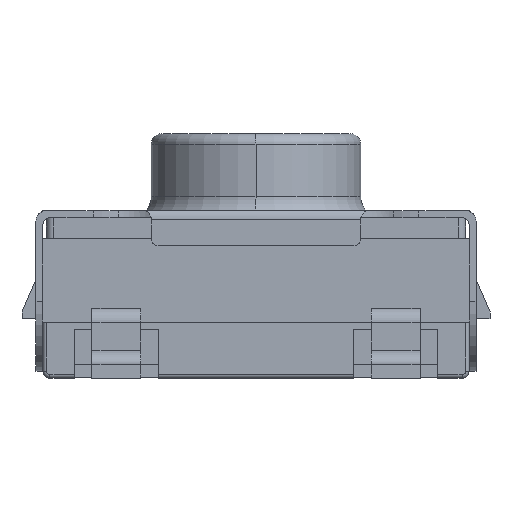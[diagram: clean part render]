
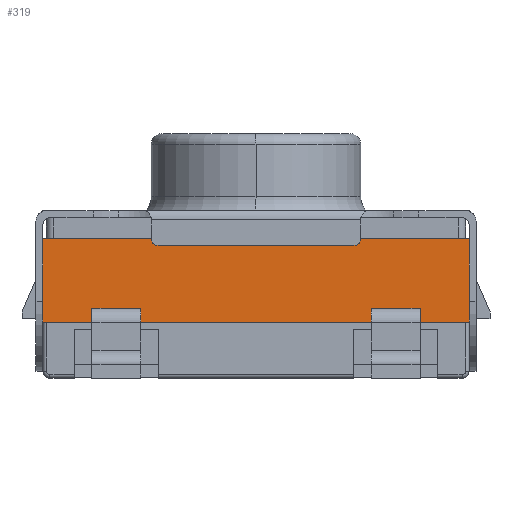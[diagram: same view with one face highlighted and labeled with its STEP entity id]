
A CAD part, left-side view. The second image highlights one B-rep face of the part: STEP entity #319.
In plain terms, the highlighted planar face has unit normal (-1, 0, 0).
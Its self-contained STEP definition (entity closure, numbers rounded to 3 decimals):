
#319 = ADVANCED_FACE ( 'NONE', ( #9621 ), #8087, .F. ) ;
#346 = EDGE_CURVE ( 'NONE', #2360, #9651, #18208, .T. ) ;
#419 = CARTESIAN_POINT ( 'NONE',  ( -3., -1.65, 1. ) ) ;
#617 = CARTESIAN_POINT ( 'NONE',  ( -3., -3.05, 0.8 ) ) ;
#867 = CARTESIAN_POINT ( 'NONE',  ( -3., -1.65, 0.8 ) ) ;
#1324 = CARTESIAN_POINT ( 'NONE',  ( -3., -3.05, 0.8 ) ) ;
#1899 = EDGE_CURVE ( 'NONE', #18980, #9651, #13137, .T. ) ;
#2360 = VERTEX_POINT ( 'NONE', #19226 ) ;
#2599 = VERTEX_POINT ( 'NONE', #15814 ) ;
#2902 = LINE ( 'NONE', #18725, #3396 ) ;
#3396 = VECTOR ( 'NONE', #10963, 1000. ) ;
#4014 = LINE ( 'NONE', #16587, #20095 ) ;
#4858 = VECTOR ( 'NONE', #14182, 1000. ) ;
#4883 = EDGE_CURVE ( 'NONE', #2599, #20019, #2902, .T. ) ;
#5991 = EDGE_CURVE ( 'NONE', #2360, #20019, #18616, .T. ) ;
#6749 = DIRECTION ( 'NONE',  ( 0., -1., 0. ) ) ;
#7147 = VECTOR ( 'NONE', #11786, 1000. ) ;
#7276 = ORIENTED_EDGE ( 'NONE', *, *, #346, .F. ) ;
#7980 = ORIENTED_EDGE ( 'NONE', *, *, #17338, .T. ) ;
#8087 = PLANE ( 'NONE',  #16970 ) ;
#9514 = VECTOR ( 'NONE', #6749, 1000. ) ;
#9621 = FACE_OUTER_BOUND ( 'NONE', #18925, .T. ) ;
#9651 = VERTEX_POINT ( 'NONE', #10337 ) ;
#9722 = DIRECTION ( 'NONE',  ( 1., 0., 0. ) ) ;
#10208 = ORIENTED_EDGE ( 'NONE', *, *, #19817, .F. ) ;
#10337 = CARTESIAN_POINT ( 'NONE',  ( -3., -2.35, 1. ) ) ;
#10963 = DIRECTION ( 'NONE',  ( 0., 0., -1. ) ) ;
#11099 = ORIENTED_EDGE ( 'NONE', *, *, #15365, .T. ) ;
#11116 = CARTESIAN_POINT ( 'NONE',  ( -3., -3.05, 0.8 ) ) ;
#11276 = CARTESIAN_POINT ( 'NONE',  ( -3., -3.05, 2. ) ) ;
#11786 = DIRECTION ( 'NONE',  ( 0., 0., 1. ) ) ;
#12340 = CARTESIAN_POINT ( 'NONE',  ( -3., -1.65, 1. ) ) ;
#12606 = CARTESIAN_POINT ( 'NONE',  ( -3., -3.05, 2. ) ) ;
#12661 = ORIENTED_EDGE ( 'NONE', *, *, #14218, .T. ) ;
#13033 = CARTESIAN_POINT ( 'NONE',  ( -3., -2.35, 1. ) ) ;
#13137 = LINE ( 'NONE', #419, #9514 ) ;
#13488 = CARTESIAN_POINT ( 'NONE',  ( -3., 3.05, 2. ) ) ;
#13610 = CARTESIAN_POINT ( 'NONE',  ( -3., -1.65, 1. ) ) ;
#13666 = ORIENTED_EDGE ( 'NONE', *, *, #1899, .T. ) ;
#13783 = ORIENTED_EDGE ( 'NONE', *, *, #5991, .T. ) ;
#13920 = DIRECTION ( 'NONE',  ( 0., -1., 0. ) ) ;
#14182 = DIRECTION ( 'NONE',  ( 0., 0., 1. ) ) ;
#14218 = EDGE_CURVE ( 'NONE', #17287, #16585, #4014, .T. ) ;
#14456 = DIRECTION ( 'NONE',  ( 0., -1., 0. ) ) ;
#15365 = EDGE_CURVE ( 'NONE', #16585, #16421, #17530, .T. ) ;
#15814 = CARTESIAN_POINT ( 'NONE',  ( -3., -3.05, 2. ) ) ;
#15936 = CARTESIAN_POINT ( 'NONE',  ( -3., 3.05, 0.8 ) ) ;
#15956 = DIRECTION ( 'NONE',  ( 0., -1., 0. ) ) ;
#16174 = VECTOR ( 'NONE', #15956, 1000. ) ;
#16421 = VERTEX_POINT ( 'NONE', #867 ) ;
#16585 = VERTEX_POINT ( 'NONE', #15936 ) ;
#16587 = CARTESIAN_POINT ( 'NONE',  ( -3., 3.05, 2. ) ) ;
#16617 = VECTOR ( 'NONE', #13920, 1000. ) ;
#16970 = AXIS2_PLACEMENT_3D ( 'NONE', #11276, #9722, #17591 ) ;
#17085 = LINE ( 'NONE', #12340, #4858 ) ;
#17287 = VERTEX_POINT ( 'NONE', #13488 ) ;
#17338 = EDGE_CURVE ( 'NONE', #16421, #18980, #17085, .T. ) ;
#17354 = LINE ( 'NONE', #12606, #18184 ) ;
#17530 = LINE ( 'NONE', #11116, #16174 ) ;
#17591 = DIRECTION ( 'NONE',  ( 0., 0., -1. ) ) ;
#18184 = VECTOR ( 'NONE', #14456, 1000. ) ;
#18208 = LINE ( 'NONE', #13033, #7147 ) ;
#18616 = LINE ( 'NONE', #1324, #16617 ) ;
#18725 = CARTESIAN_POINT ( 'NONE',  ( -3., -3.05, 2. ) ) ;
#18925 = EDGE_LOOP ( 'NONE', ( #7276, #13783, #19669, #10208, #12661, #11099, #7980, #13666 ) ) ;
#18980 = VERTEX_POINT ( 'NONE', #13610 ) ;
#19226 = CARTESIAN_POINT ( 'NONE',  ( -3., -2.35, 0.8 ) ) ;
#19528 = DIRECTION ( 'NONE',  ( 0., 0., -1. ) ) ;
#19669 = ORIENTED_EDGE ( 'NONE', *, *, #4883, .F. ) ;
#19817 = EDGE_CURVE ( 'NONE', #17287, #2599, #17354, .T. ) ;
#20019 = VERTEX_POINT ( 'NONE', #617 ) ;
#20095 = VECTOR ( 'NONE', #19528, 1000. ) ;
